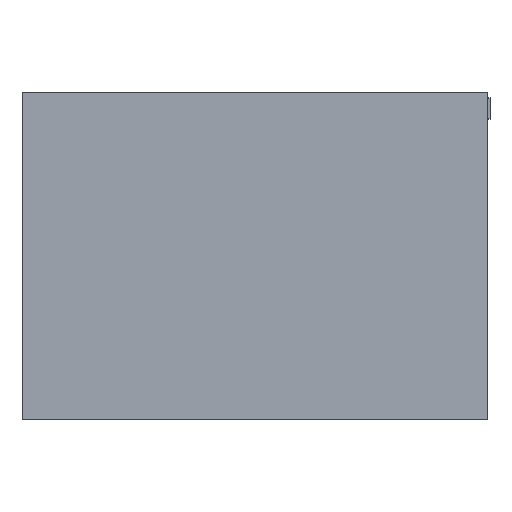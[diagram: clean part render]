
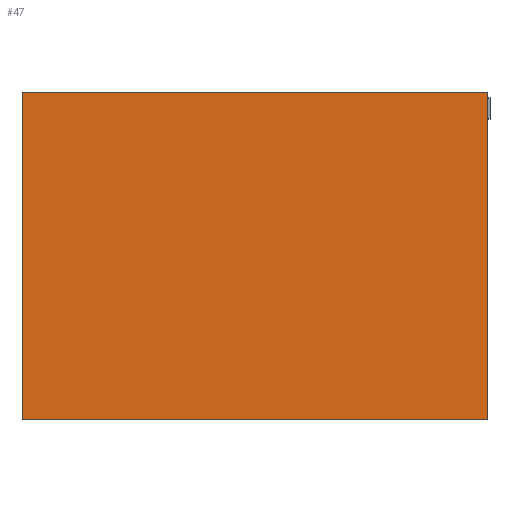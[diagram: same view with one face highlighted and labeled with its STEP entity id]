
A CAD part, left-side view. The second image highlights one B-rep face of the part: STEP entity #47.
In plain terms, the highlighted planar face has unit normal (-1, 0, 0).
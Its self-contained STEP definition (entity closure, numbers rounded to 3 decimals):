
#47 = ADVANCED_FACE( '', ( #387 ), #388, .F. );
#387 = FACE_OUTER_BOUND( '', #1077, .T. );
#388 = PLANE( '', #1078 );
#1077 = EDGE_LOOP( '', ( #5585, #5586, #5587, #5588 ) );
#1078 = AXIS2_PLACEMENT_3D( '', #5589, #5590, #5591 );
#5585 = ORIENTED_EDGE( '', *, *, #7943, .T. );
#5586 = ORIENTED_EDGE( '', *, *, #7944, .F. );
#5587 = ORIENTED_EDGE( '', *, *, #7945, .F. );
#5588 = ORIENTED_EDGE( '', *, *, #7917, .T. );
#5589 = CARTESIAN_POINT( '', ( -393.7, -279.4, 37.835 ) );
#5590 = DIRECTION( '', ( 1., 0., 0. ) );
#5591 = DIRECTION( '', ( 0., 0., -1. ) );
#7917 = EDGE_CURVE( '', #8687, #8685, #8688, .T. );
#7943 = EDGE_CURVE( '', #8685, #8738, #8739, .T. );
#7944 = EDGE_CURVE( '', #8740, #8738, #8741, .T. );
#7945 = EDGE_CURVE( '', #8687, #8740, #8742, .T. );
#8685 = VERTEX_POINT( '', #9902 );
#8687 = VERTEX_POINT( '', #9905 );
#8688 = LINE( '', #9906, #9907 );
#8738 = VERTEX_POINT( '', #10050 );
#8739 = LINE( '', #10051, #10052 );
#8740 = VERTEX_POINT( '', #10053 );
#8741 = LINE( '', #10054, #10055 );
#8742 = LINE( '', #10056, #10057 );
#9902 = CARTESIAN_POINT( '', ( -393.7, 279.4, 37.835 ) );
#9905 = CARTESIAN_POINT( '', ( -393.7, -279.4, 37.835 ) );
#9906 = CARTESIAN_POINT( '', ( -393.7, -279.4, 37.835 ) );
#9907 = VECTOR( '', #13976, 1000. );
#10050 = CARTESIAN_POINT( '', ( -393.7, 279.4, -355.865 ) );
#10051 = CARTESIAN_POINT( '', ( -393.7, 279.4, 37.835 ) );
#10052 = VECTOR( '', #13986, 1000. );
#10053 = CARTESIAN_POINT( '', ( -393.7, -279.4, -355.865 ) );
#10054 = CARTESIAN_POINT( '', ( -393.7, -279.4, -355.865 ) );
#10055 = VECTOR( '', #13987, 1000. );
#10056 = CARTESIAN_POINT( '', ( -393.7, -279.4, 37.835 ) );
#10057 = VECTOR( '', #13988, 1000. );
#13976 = DIRECTION( '', ( 0., 1., 0. ) );
#13986 = DIRECTION( '', ( 0., 0., -1. ) );
#13987 = DIRECTION( '', ( 0., 1., 0. ) );
#13988 = DIRECTION( '', ( 0., 0., -1. ) );
